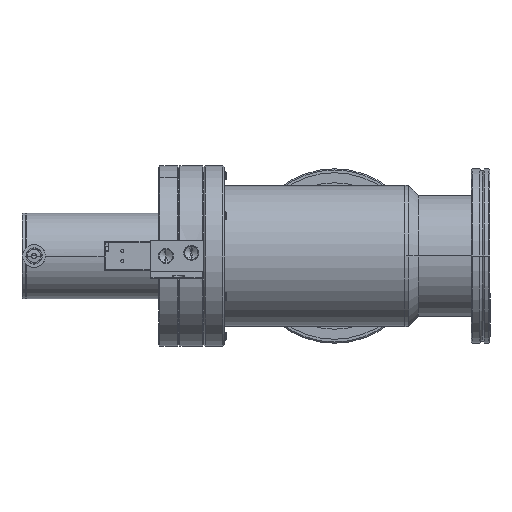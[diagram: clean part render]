
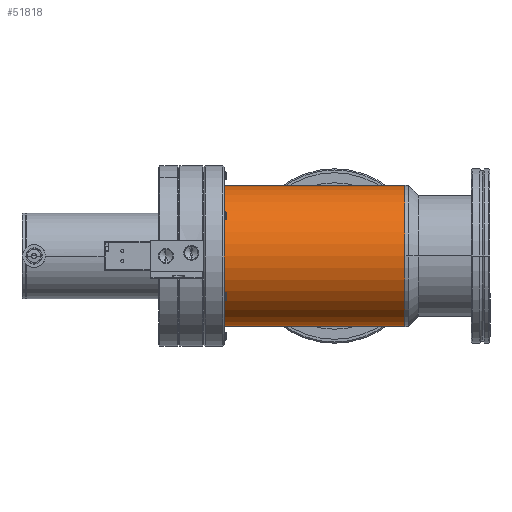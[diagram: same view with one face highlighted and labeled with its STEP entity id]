
A CAD part, left-side view. The second image highlights one B-rep face of the part: STEP entity #51818.
In plain terms, the highlighted cylindrical face has radius 44.45 mm (diameter 88.9 mm), a partial arc.
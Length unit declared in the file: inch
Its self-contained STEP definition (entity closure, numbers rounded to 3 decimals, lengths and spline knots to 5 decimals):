
#305 = ORIENTED_EDGE ( 'NONE', *, *, #29525, .F. ) ;
#3294 = EDGE_CURVE ( 'NONE', #4436, #66886, #52436, .T. ) ;
#3408 = VERTEX_POINT ( 'NONE', #67493 ) ;
#4436 = VERTEX_POINT ( 'NONE', #59794 ) ;
#5844 = EDGE_LOOP ( 'NONE', ( #305, #66646, #23998, #29187 ) ) ;
#5939 = CARTESIAN_POINT ( 'NONE',  ( -0.82363, 1.54828, -2.00548 ) ) ;
#9868 = DIRECTION ( 'NONE',  ( 0., 0., -1. ) ) ;
#11281 = LINE ( 'NONE', #32125, #54555 ) ;
#12740 = CARTESIAN_POINT ( 'NONE',  ( -0.82363, 1.54828, -0.25548 ) ) ;
#17720 = CARTESIAN_POINT ( 'NONE',  ( -0.82363, -3.00172, -0.25548 ) ) ;
#19701 = DIRECTION ( 'NONE',  ( 0., 1., 0. ) ) ;
#20865 = CARTESIAN_POINT ( 'NONE',  ( -0.82363, 1.54828, 1.49452 ) ) ;
#22967 = AXIS2_PLACEMENT_3D ( 'NONE', #17720, #38570, #59442 ) ;
#23998 = ORIENTED_EDGE ( 'NONE', *, *, #67095, .T. ) ;
#24917 = VECTOR ( 'NONE', #36696, 39.37008 ) ;
#28461 = CYLINDRICAL_SURFACE ( 'NONE', #60253, 1.75 ) ;
#28844 = EDGE_CURVE ( 'NONE', #3408, #33973, #34842, .T. ) ;
#29187 = ORIENTED_EDGE ( 'NONE', *, *, #3294, .T. ) ;
#29525 = EDGE_CURVE ( 'NONE', #33973, #66886, #11281, .T. ) ;
#32125 = CARTESIAN_POINT ( 'NONE',  ( -0.82363, 1.54828, 1.49452 ) ) ;
#33973 = VERTEX_POINT ( 'NONE', #20865 ) ;
#34842 = CIRCLE ( 'NONE', #52338, 1.75 ) ;
#36696 = DIRECTION ( 'NONE',  ( 0., -1., 0. ) ) ;
#38045 = LINE ( 'NONE', #5939, #24917 ) ;
#38570 = DIRECTION ( 'NONE',  ( 0., 1., 0. ) ) ;
#46376 = DIRECTION ( 'NONE',  ( 0., 0., 1. ) ) ;
#51818 = ADVANCED_FACE ( 'NONE', ( #60255 ), #28461, .T. ) ;
#52338 = AXIS2_PLACEMENT_3D ( 'NONE', #67204, #19701, #46376 ) ;
#52436 = CIRCLE ( 'NONE', #22967, 1.75 ) ;
#52982 = DIRECTION ( 'NONE',  ( 0., -1., 0. ) ) ;
#54480 = DIRECTION ( 'NONE',  ( 0., -1., 0. ) ) ;
#54555 = VECTOR ( 'NONE', #52982, 39.37008 ) ;
#55871 = CARTESIAN_POINT ( 'NONE',  ( -0.82363, -3.00172, 1.49452 ) ) ;
#59442 = DIRECTION ( 'NONE',  ( 0., 0., 1. ) ) ;
#59794 = CARTESIAN_POINT ( 'NONE',  ( -0.82363, -3.00172, -2.00548 ) ) ;
#60253 = AXIS2_PLACEMENT_3D ( 'NONE', #12740, #54480, #9868 ) ;
#60255 = FACE_OUTER_BOUND ( 'NONE', #5844, .T. ) ;
#66646 = ORIENTED_EDGE ( 'NONE', *, *, #28844, .F. ) ;
#66886 = VERTEX_POINT ( 'NONE', #55871 ) ;
#67095 = EDGE_CURVE ( 'NONE', #3408, #4436, #38045, .T. ) ;
#67204 = CARTESIAN_POINT ( 'NONE',  ( -0.82363, 1.54828, -0.25548 ) ) ;
#67493 = CARTESIAN_POINT ( 'NONE',  ( -0.82363, 1.54828, -2.00548 ) ) ;
